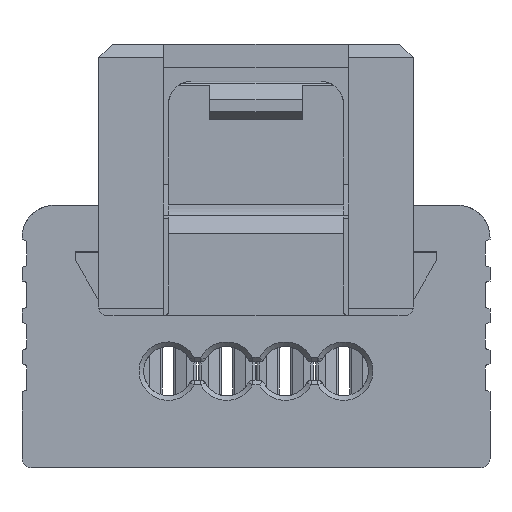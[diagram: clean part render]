
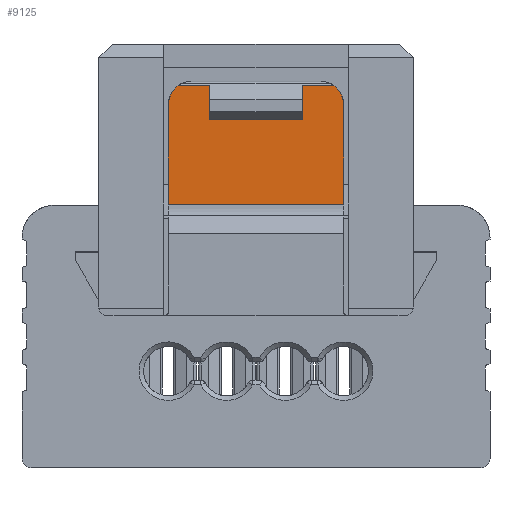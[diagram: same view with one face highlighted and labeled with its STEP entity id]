
A CAD part, front view. The second image highlights one B-rep face of the part: STEP entity #9125.
In plain terms, the highlighted planar face has unit normal (0, -1, -0.021).
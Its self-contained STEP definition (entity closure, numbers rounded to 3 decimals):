
#2343=DIRECTION('',(0.,-0.021,1.));
#2344=VECTOR('',#2343,2.169);
#2345=CARTESIAN_POINT('',(-1.9,-1.268,-3.48));
#2346=LINE('',#2345,#2344);
#2372=CARTESIAN_POINT('',(-1.4,-1.313,-1.312));
#2373=DIRECTION('',(0.,-1.,-0.021));
#2374=DIRECTION('',(-0.569,-0.017,0.822));
#2375=AXIS2_PLACEMENT_3D('',#2372,#2373,#2374);
#2377=DIRECTION('',(-1.,0.,0.));
#2378=VECTOR('',#2377,0.684);
#2379=CARTESIAN_POINT('',(-1.,-1.322,-0.901));
#2380=LINE('',#2379,#2378);
#2381=DIRECTION('',(-1.,0.,0.));
#2382=VECTOR('',#2381,2.);
#2383=CARTESIAN_POINT('',(1.,-1.306,-1.644));
#2384=LINE('',#2383,#2382);
#2385=DIRECTION('',(-1.,0.,0.));
#2386=VECTOR('',#2385,0.684);
#2387=CARTESIAN_POINT('',(1.684,-1.322,
-0.901));
#2388=LINE('',#2387,#2386);
#2389=CARTESIAN_POINT('',(1.4,-1.313,-1.312));
#2390=DIRECTION('',(0.,-1.,-0.021));
#2391=DIRECTION('',(1.,0.,0.));
#2392=AXIS2_PLACEMENT_3D('',#2389,#2390,#2391);
#2424=DIRECTION('',(0.,0.021,-1.));
#2425=VECTOR('',#2424,2.169);
#2426=CARTESIAN_POINT('',(1.9,-1.313,-1.312));
#2427=LINE('',#2426,#2425);
#2454=DIRECTION('',(0.,-0.021,1.));
#2455=VECTOR('',#2454,0.744);
#2456=CARTESIAN_POINT('',(1.,-1.306,-1.644));
#2457=LINE('',#2456,#2455);
#2482=DIRECTION('',(0.,0.021,-1.));
#2483=VECTOR('',#2482,0.744);
#2484=CARTESIAN_POINT('',(-1.,-1.322,-0.901));
#2485=LINE('',#2484,#2483);
#2545=DIRECTION('',(-1.,0.,0.));
#2546=VECTOR('',#2545,3.8);
#2547=CARTESIAN_POINT('',(1.9,-1.268,-3.48));
#2548=LINE('',#2547,#2546);
#5107=CARTESIAN_POINT('',(-1.684,-1.322,
-0.901));
#5108=CARTESIAN_POINT('',(-1.9,-1.313,-1.312));
#5109=VERTEX_POINT('',#5107);
#5110=VERTEX_POINT('',#5108);
#5227=CARTESIAN_POINT('',(1.9,-1.313,-1.312));
#5228=CARTESIAN_POINT('',(1.9,-1.268,-3.48));
#5229=VERTEX_POINT('',#5227);
#5230=VERTEX_POINT('',#5228);
#5286=CARTESIAN_POINT('',(1.684,-1.322,
-0.901));
#5287=CARTESIAN_POINT('',(1.,-1.322,-0.901));
#5288=VERTEX_POINT('',#5286);
#5289=VERTEX_POINT('',#5287);
#5335=CARTESIAN_POINT('',(-1.,-1.322,-0.901));
#5336=VERTEX_POINT('',#5335);
#5341=CARTESIAN_POINT('',(-1.9,-1.268,-3.48));
#5342=VERTEX_POINT('',#5341);
#5458=CARTESIAN_POINT('',(-1.,-1.306,-1.644));
#5459=VERTEX_POINT('',#5458);
#5517=CARTESIAN_POINT('',(1.,-1.306,-1.644));
#5519=VERTEX_POINT('',#5517);
#9099=CARTESIAN_POINT('',(-1.9,-1.268,-3.48));
#9100=DIRECTION('',(0.,1.,0.021));
#9101=DIRECTION('',(0.,0.021,-1.));
#9102=AXIS2_PLACEMENT_3D('',#9099,#9100,#9101);
#9103=PLANE('',#9102);
#9105=ORIENTED_EDGE('',*,*,#9104,.T.);
#9107=ORIENTED_EDGE('',*,*,#9106,.T.);
#9108=ORIENTED_EDGE('',*,*,#9081,.T.);
#9110=ORIENTED_EDGE('',*,*,#9109,.F.);
#9112=ORIENTED_EDGE('',*,*,#9111,.F.);
#9114=ORIENTED_EDGE('',*,*,#9113,.T.);
#9116=ORIENTED_EDGE('',*,*,#9115,.F.);
#9118=ORIENTED_EDGE('',*,*,#9117,.T.);
#9120=ORIENTED_EDGE('',*,*,#9119,.F.);
#9122=ORIENTED_EDGE('',*,*,#9121,.F.);
#9123=EDGE_LOOP('',(#9105,#9107,#9108,#9110,#9112,#9114,#9116,#9118,#9120,
#9122));
#9124=FACE_OUTER_BOUND('',#9123,.F.);
#2376=CIRCLE('',#2375,0.5);
#2393=CIRCLE('',#2392,0.5);
#9081=EDGE_CURVE('',#5342,#5110,#2346,.T.);
#9104=EDGE_CURVE('',#5229,#5230,#2427,.T.);
#9106=EDGE_CURVE('',#5230,#5342,#2548,.T.);
#9109=EDGE_CURVE('',#5109,#5110,#2376,.T.);
#9111=EDGE_CURVE('',#5336,#5109,#2380,.T.);
#9113=EDGE_CURVE('',#5336,#5459,#2485,.T.);
#9115=EDGE_CURVE('',#5519,#5459,#2384,.T.);
#9117=EDGE_CURVE('',#5519,#5289,#2457,.T.);
#9119=EDGE_CURVE('',#5288,#5289,#2388,.T.);
#9121=EDGE_CURVE('',#5229,#5288,#2393,.T.);
#9125=ADVANCED_FACE('',(#9124),#9103,.F.);
